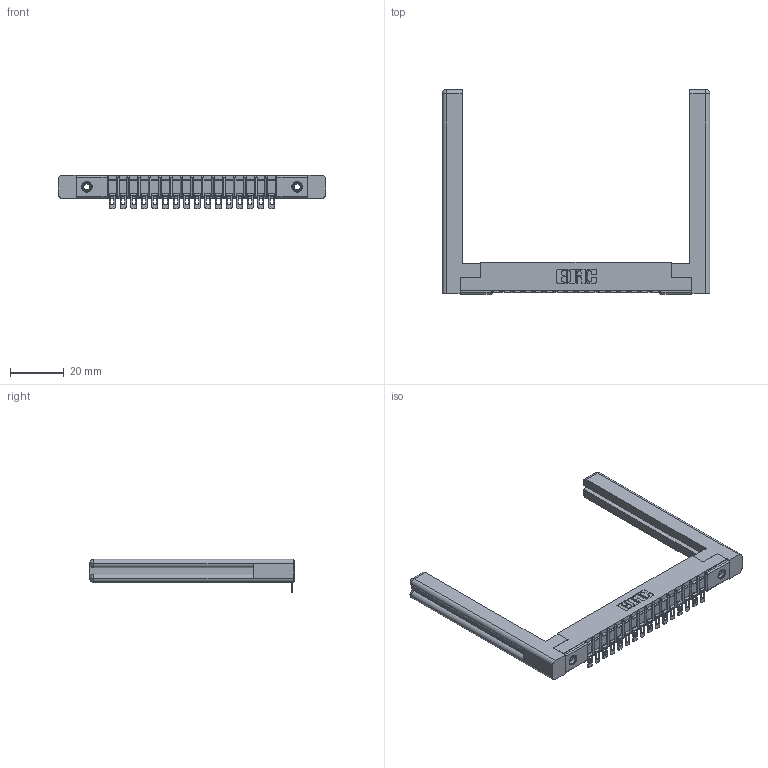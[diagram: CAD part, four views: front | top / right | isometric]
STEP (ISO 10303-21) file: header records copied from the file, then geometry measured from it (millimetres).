
FILE_DESCRIPTION (( 'STEP AP203' ), '1' );
FILE_NAME ('307-016-554-158.STEP', '2019-09-04T21:32:09', ( '' ), ( '' ), 'SwSTEP 2.0', 'SolidWorks 2016', '' );
FILE_SCHEMA (( 'CONFIG_CONTROL_DESIGN' ));
Length unit declared in the file: inch
Products named in the file (5): 345-250-001_345-250-001-102; 307 Part_.156 Dia Mounting Holes; 307-016-554-158; 307-220-058; 307-290-002_554
Assembly tree (21 placements, depth 2):
  307-016-554-158
    307 Part_.156 Dia Mounting Holes
    307-290-002_554  x16
    307-220-058  x2
    345-250-001_345-250-001-102  x2
Bounding box: 100.03 x 76.33 x 12.52 mm (x, y, z)
Volume: 14284.4 mm3; surface area: 16771.9 mm2
Topology: 21 solids, 21 shells, 1573 faces, 4725 edges, 3090 vertices
Faces by surface type: plane 890, cylinder 625, sphere 34, torus 12, cone 12
Entity records: 20520 total; most frequent: CARTESIAN_POINT 3465, ORIENTED_EDGE 3394, DIRECTION 3345, EDGE_CURVE 1697, LINE 1277, VECTOR 1277, VERTEX_POINT 1100, AXIS2_PLACEMENT_3D 1034
